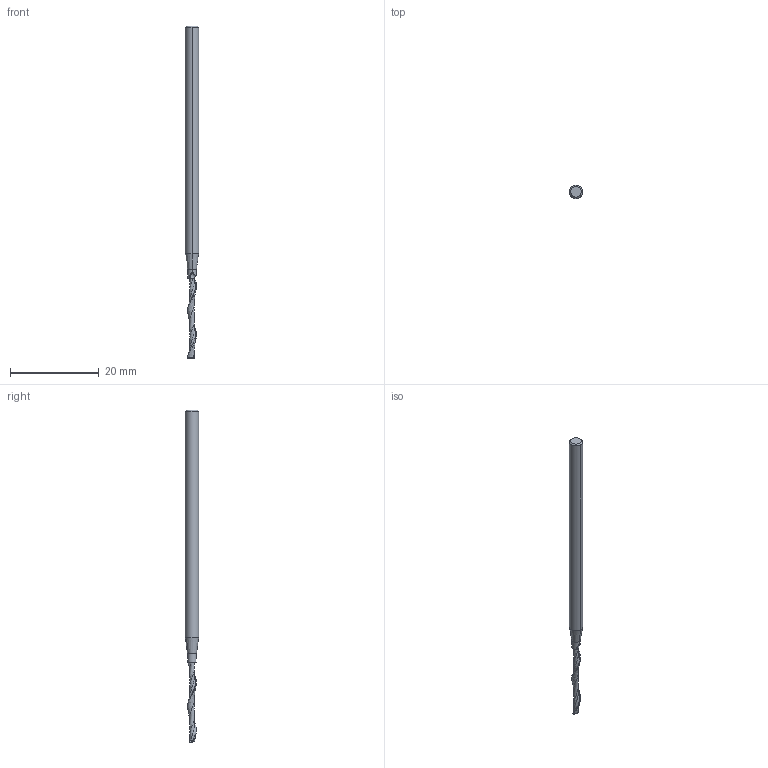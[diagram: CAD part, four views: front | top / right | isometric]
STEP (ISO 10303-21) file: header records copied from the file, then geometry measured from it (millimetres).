
FILE_DESCRIPTION(('no description'),'unknown implementation level');
FILE_NAME('EXN1-M05-0053-2-Detail.stp',' ',('CIMSOURCE GmbH'),('CADClick - KiM GmbH - www.kimweb.de'),'unknown preprocess','ACIS','unknown authorization');
FILE_SCHEMA(('automotive_design'));
Length unit declared in the file: millimetre
Products named in the file (2): NOCUT; CUT
Bounding box: 3 x 3 x 75 mm (x, y, z)
Volume: 407.9 mm3; surface area: 613.4 mm2
Topology: 2 solids, 2 shells, 31 faces, 75 edges, 48 vertices
Faces by surface type: cone 8, plane 8, bspline 6, revolution 5, cylinder 4
Entity records: 4401 total; most frequent: CARTESIAN_POINT 2829, STYLED_ITEM 156, PRESENTATION_STYLE_ASSIGNMENT 156, COLOUR_RGB 156, ORIENTED_EDGE 150, DIRECTION 114, EDGE_CURVE 75, CURVE_STYLE 75
